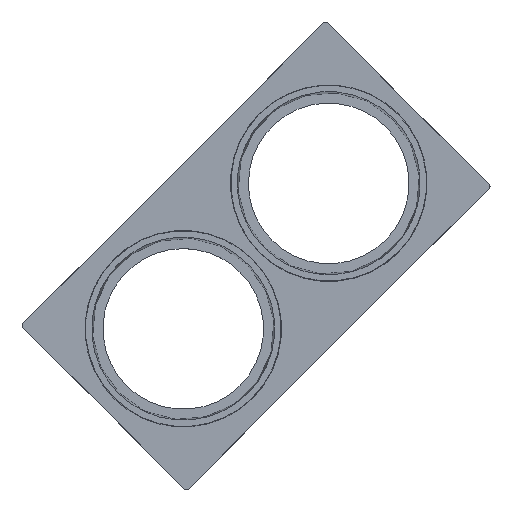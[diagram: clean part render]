
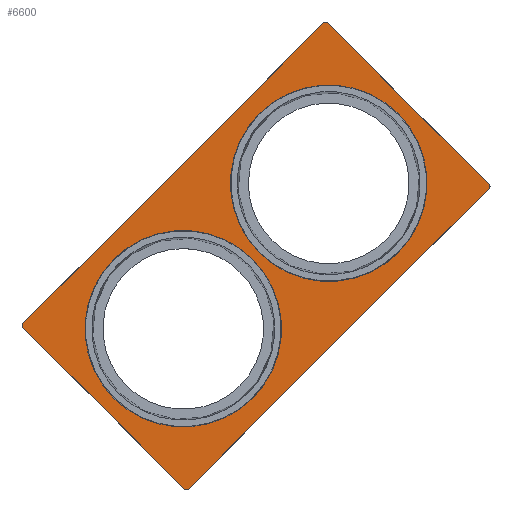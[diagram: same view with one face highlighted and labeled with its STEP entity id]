
A CAD part, top view. The second image highlights one B-rep face of the part: STEP entity #6600.
In plain terms, the highlighted face is planar.
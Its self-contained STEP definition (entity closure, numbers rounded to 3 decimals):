
#1630=CARTESIAN_POINT('',(-1.37,40.,-42.));
#1640=VERTEX_POINT('',#1630);
#1670=CARTESIAN_POINT('',(33.5,40.,-42.));
#1680=DIRECTION('',(0.,0.,1.));
#1690=DIRECTION('',(1.,0.,0.));
#1700=AXIS2_PLACEMENT_3D('',#1670,#1680,#1690);
#1710=CIRCLE('',#1700,34.87);
#1720=CARTESIAN_POINT('',(68.37,40.,-42.));
#1730=VERTEX_POINT('',#1720);
#1740=EDGE_CURVE('',#1640,#1730,#1710,.T.);
#2390=CARTESIAN_POINT('',(-5.483,-0.483,-42.));
#2400=DIRECTION('',(0.,0.,1.));
#2410=DIRECTION('',(0.707,0.707,0.));
#2420=AXIS2_PLACEMENT_3D('',#2390,#2400,#2410);
#2430=ELLIPSE('',#2420,1.,1.);
#2440=CARTESIAN_POINT('',(-6.483,-0.483,-42.));
#2450=VERTEX_POINT('',#2440);
#2460=CARTESIAN_POINT('',(-5.483,-1.483,-42.));
#2470=VERTEX_POINT('',#2460);
#2480=EDGE_CURVE('',#2450,#2470,#2430,.T.);
#4040=CARTESIAN_POINT('',(145.483,80.483,-42.));
#4050=DIRECTION('',(0.,0.,1.));
#4060=DIRECTION('',(0.707,0.707,0.));
#4070=AXIS2_PLACEMENT_3D('',#4040,#4050,#4060);
#4080=ELLIPSE('',#4070,1.,1.);
#4090=CARTESIAN_POINT('',(146.483,80.483,-42.));
#4100=VERTEX_POINT('',#4090);
#4110=CARTESIAN_POINT('',(145.483,81.483,-42.));
#4120=VERTEX_POINT('',#4110);
#4130=EDGE_CURVE('',#4100,#4120,#4080,.T.);
#5850=CARTESIAN_POINT('',(70.259,78.925,-42.));
#5860=DIRECTION('',(0.,-0.,1.));
#5870=DIRECTION('',(1.,0.,0.));
#5880=AXIS2_PLACEMENT_3D('',#5850,#5860,#5870);
#5890=PLANE('',#5880);
#5900=CARTESIAN_POINT('',(106.5,40.,-42.));
#5910=DIRECTION('',(0.,0.,-1.));
#5920=DIRECTION('',(-1.,0.,0.));
#5930=AXIS2_PLACEMENT_3D('',#5900,#5910,#5920);
#5940=CIRCLE('',#5930,34.87);
#5950=CARTESIAN_POINT('',(71.63,40.,-42.));
#5960=VERTEX_POINT('',#5950);
#5970=CARTESIAN_POINT('',(141.37,40.,-42.));
#5980=VERTEX_POINT('',#5970);
#5990=EDGE_CURVE('',#5960,#5980,#5940,.T.);
#6000=ORIENTED_EDGE('',*,*,#5990,.F.);
#6010=EDGE_CURVE('',#5980,#5960,#5940,.T.);
#6020=ORIENTED_EDGE('',*,*,#6010,.F.);
#6030=EDGE_LOOP('',(#6020,#6000));
#6040=FACE_BOUND('',#6030,.T.);
#6050=EDGE_CURVE('',#1730,#1640,#1710,.T.);
#6060=ORIENTED_EDGE('',*,*,#6050,.T.);
#6070=ORIENTED_EDGE('',*,*,#1740,.T.);
#6080=EDGE_LOOP('',(#6070,#6060));
#6090=FACE_BOUND('',#6080,.T.);
#6100=CARTESIAN_POINT('',(145.483,-0.483,-42.));
#6110=DIRECTION('',(0.,0.,1.));
#6120=DIRECTION('',(0.707,-0.707,0.));
#6130=AXIS2_PLACEMENT_3D('',#6100,#6110,#6120);
#6140=ELLIPSE('',#6130,1.,1.);
#6150=CARTESIAN_POINT('',(145.483,-1.483,-42.));
#6160=VERTEX_POINT('',#6150);
#6170=CARTESIAN_POINT('',(146.483,-0.483,-42.));
#6180=VERTEX_POINT('',#6170);
#6190=EDGE_CURVE('',#6160,#6180,#6140,.T.);
#6200=ORIENTED_EDGE('',*,*,#6190,.F.);
#6210=CARTESIAN_POINT('',(146.483,40.,-42.));
#6220=DIRECTION('',(0.,1.,0.));
#6230=VECTOR('',#6220,1.);
#6240=LINE('',#6210,#6230);
#6250=EDGE_CURVE('',#6180,#4100,#6240,.T.);
#6260=ORIENTED_EDGE('',*,*,#6250,.F.);
#6270=ORIENTED_EDGE('',*,*,#4130,.F.);
#6280=CARTESIAN_POINT('',(-5.,81.483,-42.));
#6290=DIRECTION('',(-1.,0.,0.));
#6300=VECTOR('',#6290,1.);
#6310=LINE('',#6280,#6300);
#6320=CARTESIAN_POINT('',(-5.483,81.483,-42.));
#6330=VERTEX_POINT('',#6320);
#6340=EDGE_CURVE('',#4120,#6330,#6310,.T.);
#6350=ORIENTED_EDGE('',*,*,#6340,.F.);
#6360=CARTESIAN_POINT('',(-5.483,80.483,-42.));
#6370=DIRECTION('',(0.,0.,1.));
#6380=DIRECTION('',(0.707,-0.707,0.));
#6390=AXIS2_PLACEMENT_3D('',#6360,#6370,#6380);
#6400=ELLIPSE('',#6390,1.,1.);
#6410=CARTESIAN_POINT('',(-6.483,80.483,-42.));
#6420=VERTEX_POINT('',#6410);
#6430=EDGE_CURVE('',#6330,#6420,#6400,.T.);
#6440=ORIENTED_EDGE('',*,*,#6430,.F.);
#6450=CARTESIAN_POINT('',(-6.483,40.,-42.));
#6460=DIRECTION('',(0.,1.,0.));
#6470=VECTOR('',#6460,1.);
#6480=LINE('',#6450,#6470);
#6490=EDGE_CURVE('',#2450,#6420,#6480,.T.);
#6500=ORIENTED_EDGE('',*,*,#6490,.T.);
#6510=ORIENTED_EDGE('',*,*,#2480,.F.);
#6520=CARTESIAN_POINT('',(-5.,-1.483,-42.));
#6530=DIRECTION('',(1.,0.,0.));
#6540=VECTOR('',#6530,1.);
#6550=LINE('',#6520,#6540);
#6560=EDGE_CURVE('',#2470,#6160,#6550,.T.);
#6570=ORIENTED_EDGE('',*,*,#6560,.F.);
#6580=EDGE_LOOP('',(#6570,#6510,#6500,#6440,#6350,#6270,#6260,#6200));
#6590=FACE_OUTER_BOUND('',#6580,.T.);
#6600=ADVANCED_FACE('',(#6040,#6090,#6590),#5890,.F.);
